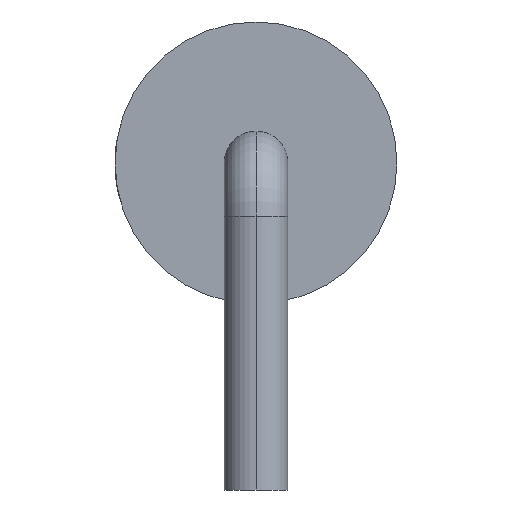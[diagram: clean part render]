
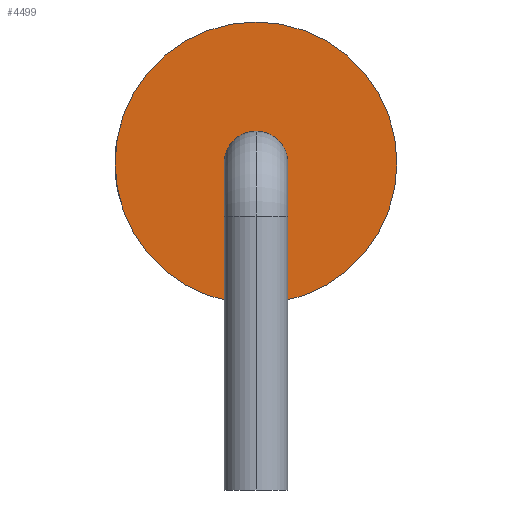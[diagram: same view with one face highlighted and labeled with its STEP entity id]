
A CAD part, left-side view. The second image highlights one B-rep face of the part: STEP entity #4499.
In plain terms, the highlighted planar face has unit normal (-1, 0, 0).
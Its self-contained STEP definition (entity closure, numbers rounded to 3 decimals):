
#356 = CARTESIAN_POINT ( 'NONE',  ( -4.2, 0., 5.301 ) ) ;
#597 = FACE_BOUND ( 'NONE', #8972, .T. ) ;
#805 = CARTESIAN_POINT ( 'NONE',  ( -4.2, 0., 2.65 ) ) ;
#1291 = AXIS2_PLACEMENT_3D ( 'NONE', #5940, #9971, #12061 ) ;
#1914 = CIRCLE ( 'NONE', #1291, 2.651 ) ;
#2184 = DIRECTION ( 'NONE',  ( 1., 0., 0. ) ) ;
#2483 = ORIENTED_EDGE ( 'NONE', *, *, #5615, .T. ) ;
#2596 = DIRECTION ( 'NONE',  ( 1., 0., 0. ) ) ;
#2614 = ORIENTED_EDGE ( 'NONE', *, *, #4098, .T. ) ;
#2655 = AXIS2_PLACEMENT_3D ( 'NONE', #805, #5072, #7996 ) ;
#2670 = CIRCLE ( 'NONE', #10113, 0.6 ) ;
#3181 = CARTESIAN_POINT ( 'NONE',  ( -4.2, 0., 2.65 ) ) ;
#3429 = CARTESIAN_POINT ( 'NONE',  ( -4.2, 0., -0.001 ) ) ;
#3697 = EDGE_LOOP ( 'NONE', ( #12503, #2614 ) ) ;
#3911 = CIRCLE ( 'NONE', #2655, 0.6 ) ;
#4098 = EDGE_CURVE ( 'NONE', #5659, #8754, #5048, .T. ) ;
#4499 = ADVANCED_FACE ( 'NONE', ( #597, #4651 ), #7583, .F. ) ;
#4651 = FACE_OUTER_BOUND ( 'NONE', #3697, .T. ) ;
#5048 = CIRCLE ( 'NONE', #12490, 2.651 ) ;
#5072 = DIRECTION ( 'NONE',  ( 1., 0., 0. ) ) ;
#5294 = AXIS2_PLACEMENT_3D ( 'NONE', #11644, #2596, #6665 ) ;
#5511 = EDGE_CURVE ( 'NONE', #8754, #5659, #1914, .T. ) ;
#5615 = EDGE_CURVE ( 'NONE', #7255, #5677, #2670, .T. ) ;
#5659 = VERTEX_POINT ( 'NONE', #3429 ) ;
#5677 = VERTEX_POINT ( 'NONE', #10440 ) ;
#5940 = CARTESIAN_POINT ( 'NONE',  ( -4.2, 0., 2.65 ) ) ;
#6665 = DIRECTION ( 'NONE',  ( 0., 0., -1. ) ) ;
#7255 = VERTEX_POINT ( 'NONE', #11364 ) ;
#7583 = PLANE ( 'NONE',  #5294 ) ;
#7691 = CARTESIAN_POINT ( 'NONE',  ( -4.2, 0., 2.65 ) ) ;
#7996 = DIRECTION ( 'NONE',  ( 0., 0., -1. ) ) ;
#8613 = DIRECTION ( 'NONE',  ( 0., 0., 1. ) ) ;
#8754 = VERTEX_POINT ( 'NONE', #356 ) ;
#8972 = EDGE_LOOP ( 'NONE', ( #2483, #9935 ) ) ;
#9653 = DIRECTION ( 'NONE',  ( -1., 0., 0. ) ) ;
#9935 = ORIENTED_EDGE ( 'NONE', *, *, #13153, .T. ) ;
#9971 = DIRECTION ( 'NONE',  ( -1., 0., 0. ) ) ;
#10113 = AXIS2_PLACEMENT_3D ( 'NONE', #3181, #2184, #10369 ) ;
#10369 = DIRECTION ( 'NONE',  ( 0., 0., -1. ) ) ;
#10440 = CARTESIAN_POINT ( 'NONE',  ( -4.2, 0., 3.25 ) ) ;
#11364 = CARTESIAN_POINT ( 'NONE',  ( -4.2, 0., 2.05 ) ) ;
#11644 = CARTESIAN_POINT ( 'NONE',  ( -4.2, 0., 2.65 ) ) ;
#12061 = DIRECTION ( 'NONE',  ( 0., 0., 1. ) ) ;
#12490 = AXIS2_PLACEMENT_3D ( 'NONE', #7691, #9653, #8613 ) ;
#12503 = ORIENTED_EDGE ( 'NONE', *, *, #5511, .T. ) ;
#13153 = EDGE_CURVE ( 'NONE', #5677, #7255, #3911, .T. ) ;
